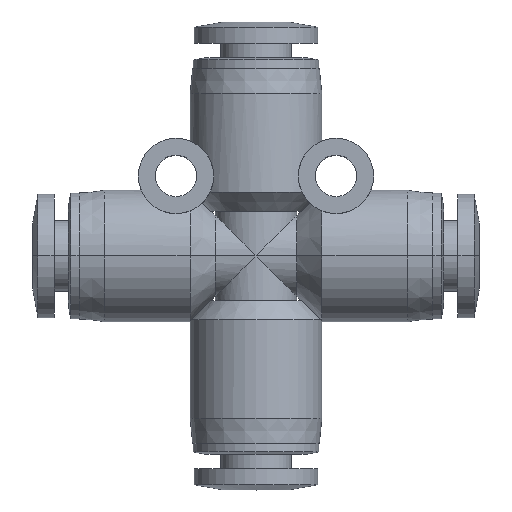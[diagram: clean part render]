
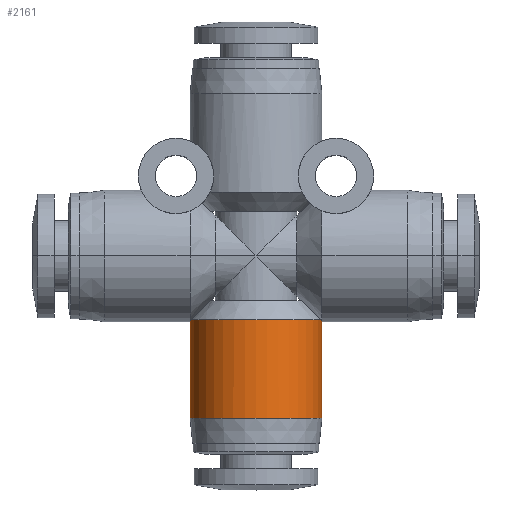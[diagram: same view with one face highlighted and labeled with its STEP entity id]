
A CAD part, top view. The second image highlights one B-rep face of the part: STEP entity #2161.
In plain terms, the highlighted cylindrical face has radius 5.25 mm (diameter 10.5 mm), a partial arc.
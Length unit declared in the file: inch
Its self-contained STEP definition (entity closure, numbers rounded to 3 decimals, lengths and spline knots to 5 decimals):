
#52 = EDGE_CURVE ( 'NONE', #58, #2327, #3759, .T. ) ;
#58 = VERTEX_POINT ( 'NONE', #265 ) ;
#90 = DIRECTION ( 'NONE',  ( -1., 0., 0. ) ) ;
#265 = CARTESIAN_POINT ( 'NONE',  ( -0.20337, -0.2, 0.03689 ) ) ;
#280 = CARTESIAN_POINT ( 'NONE',  ( 0.20669, -0.20669, 0. ) ) ;
#330 = VECTOR ( 'NONE', #810, 39.37008 ) ;
#469 = VERTEX_POINT ( 'NONE', #2898 ) ;
#538 = ORIENTED_EDGE ( 'NONE', *, *, #52, .T. ) ;
#556 = CARTESIAN_POINT ( 'NONE',  ( -0.20669, -0.20669, 0.0128 ) ) ;
#559 = CARTESIAN_POINT ( 'NONE',  ( 0.20337, -0.2, 0.03689 ) ) ;
#603 = EDGE_LOOP ( 'NONE', ( #2900, #1161, #3168, #3591, #538, #2205 ) ) ;
#709 = CARTESIAN_POINT ( 'NONE',  ( 0., -0.50984, 0. ) ) ;
#810 = DIRECTION ( 'NONE',  ( 0., 1., 0. ) ) ;
#813 = VECTOR ( 'NONE', #2889, 39.37008 ) ;
#871 = CARTESIAN_POINT ( 'NONE',  ( 0.20337, -0.2, 0.03689 ) ) ;
#881 = EDGE_CURVE ( 'NONE', #2881, #2327, #3702, .T. ) ;
#1023 = EDGE_CURVE ( 'NONE', #469, #3629, #3166, .T. ) ;
#1053 = AXIS2_PLACEMENT_3D ( 'NONE', #1162, #3250, #1449 ) ;
#1060 = CARTESIAN_POINT ( 'NONE',  ( -0.20669, -0.50984, 0. ) ) ;
#1161 = ORIENTED_EDGE ( 'NONE', *, *, #2251, .T. ) ;
#1162 = CARTESIAN_POINT ( 'NONE',  ( 0., -0.2, 0. ) ) ;
#1255 = CYLINDRICAL_SURFACE ( 'NONE', #2650, 0.20669 ) ;
#1299 = LINE ( 'NONE', #1948, #330 ) ;
#1401 = CIRCLE ( 'NONE', #1701, 0.20669 ) ;
#1412 = CARTESIAN_POINT ( 'NONE',  ( -0.20551, -0.20435, 0.0251 ) ) ;
#1449 = DIRECTION ( 'NONE',  ( 1., 0., 0. ) ) ;
#1701 = AXIS2_PLACEMENT_3D ( 'NONE', #709, #3658, #90 ) ;
#1948 = CARTESIAN_POINT ( 'NONE',  ( 0.20669, 0.73425, 0. ) ) ;
#2022 = CARTESIAN_POINT ( 'NONE',  ( 0.2064, -0.20611, 0.01262 ) ) ;
#2160 = DIRECTION ( 'NONE',  ( 0., 1., 0. ) ) ;
#2161 = ADVANCED_FACE ( 'NONE', ( #3126 ), #1255, .T. ) ;
#2175 = VERTEX_POINT ( 'NONE', #2799 ) ;
#2205 = ORIENTED_EDGE ( 'NONE', *, *, #881, .F. ) ;
#2251 = EDGE_CURVE ( 'NONE', #2175, #469, #1299, .T. ) ;
#2327 = VERTEX_POINT ( 'NONE', #2929 ) ;
#2332 = CARTESIAN_POINT ( 'NONE',  ( -0.20337, -0.2, 0.03689 ) ) ;
#2350 = CARTESIAN_POINT ( 'NONE',  ( 0.20528, -0.20385, 0.02493 ) ) ;
#2526 = DIRECTION ( 'NONE',  ( -1., 0., 0. ) ) ;
#2561 = EDGE_CURVE ( 'NONE', #2881, #2175, #1401, .T. ) ;
#2646 = CARTESIAN_POINT ( 'NONE',  ( 0.20669, -0.20669, 0.00637 ) ) ;
#2650 = AXIS2_PLACEMENT_3D ( 'NONE', #3699, #2160, #2526 ) ;
#2799 = CARTESIAN_POINT ( 'NONE',  ( 0.20669, -0.50984, 0. ) ) ;
#2881 = VERTEX_POINT ( 'NONE', #1060 ) ;
#2889 = DIRECTION ( 'NONE',  ( 0., 1., 0. ) ) ;
#2898 = CARTESIAN_POINT ( 'NONE',  ( 0.20669, -0.20669, 0. ) ) ;
#2900 = ORIENTED_EDGE ( 'NONE', *, *, #2561, .T. ) ;
#2929 = CARTESIAN_POINT ( 'NONE',  ( -0.20669, -0.20669, 0. ) ) ;
#3126 = FACE_OUTER_BOUND ( 'NONE', #603, .T. ) ;
#3166 = B_SPLINE_CURVE_WITH_KNOTS ( 'NONE', 3,
 ( #280, #2646, #2022, #2350, #3204, #559 ),
 .UNSPECIFIED., .F., .F.,
 ( 4, 2, 4 ),
 ( 0.00364, 0.00411, 0.00459 ),
 .UNSPECIFIED. ) ;
#3168 = ORIENTED_EDGE ( 'NONE', *, *, #1023, .T. ) ;
#3199 = CIRCLE ( 'NONE', #1053, 0.20669 ) ;
#3204 = CARTESIAN_POINT ( 'NONE',  ( 0.20444, -0.20216, 0.03104 ) ) ;
#3250 = DIRECTION ( 'NONE',  ( 0., -1., 0. ) ) ;
#3591 = ORIENTED_EDGE ( 'NONE', *, *, #3624, .T. ) ;
#3624 = EDGE_CURVE ( 'NONE', #3629, #58, #3199, .T. ) ;
#3629 = VERTEX_POINT ( 'NONE', #871 ) ;
#3658 = DIRECTION ( 'NONE',  ( 0., 1., 0. ) ) ;
#3699 = CARTESIAN_POINT ( 'NONE',  ( 0., 0.73425, 0. ) ) ;
#3702 = LINE ( 'NONE', #3746, #813 ) ;
#3746 = CARTESIAN_POINT ( 'NONE',  ( -0.20669, 0.73425, 0. ) ) ;
#3759 = B_SPLINE_CURVE_WITH_KNOTS ( 'NONE', 3,
 ( #2332, #1412, #556, #3845 ),
 .UNSPECIFIED., .F., .F.,
 ( 4, 4 ),
 ( 0.00268, 0.00364 ),
 .UNSPECIFIED. ) ;
#3845 = CARTESIAN_POINT ( 'NONE',  ( -0.20669, -0.20669, 0. ) ) ;
